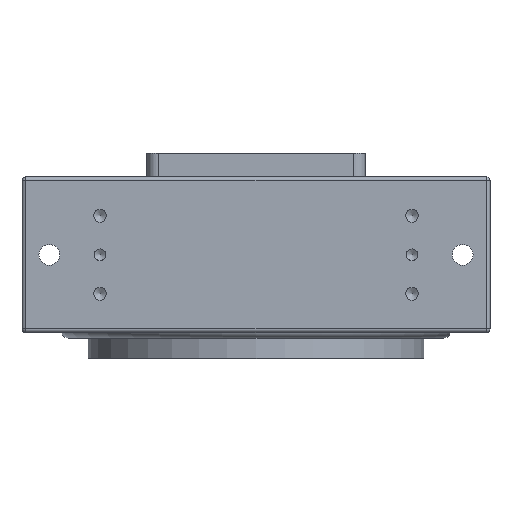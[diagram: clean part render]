
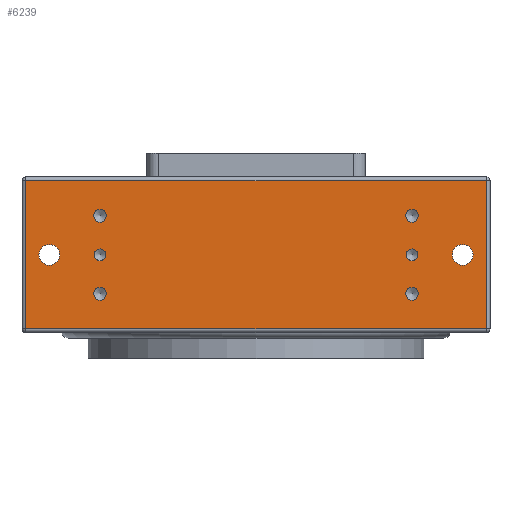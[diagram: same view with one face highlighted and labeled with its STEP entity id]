
A CAD part, front view. The second image highlights one B-rep face of the part: STEP entity #6239.
In plain terms, the highlighted planar face has unit normal (0, -1, 0).
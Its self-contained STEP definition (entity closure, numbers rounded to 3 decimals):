
#176=LINE('',#9205,#526);
#182=LINE('',#9238,#532);
#224=LINE('',#9787,#574);
#228=LINE('',#9793,#578);
#526=VECTOR('',#7335,10.);
#532=VECTOR('',#7373,10.);
#574=VECTOR('',#7565,10.);
#578=VECTOR('',#7573,10.);
#1127=FACE_BOUND('',#1580,.T.);
#1128=FACE_BOUND('',#1581,.T.);
#1129=FACE_BOUND('',#1582,.T.);
#1130=FACE_BOUND('',#1583,.T.);
#1131=FACE_BOUND('',#1584,.T.);
#1132=FACE_BOUND('',#1585,.T.);
#1133=FACE_BOUND('',#1586,.T.);
#1134=FACE_BOUND('',#1587,.T.);
#1239=FACE_OUTER_BOUND('',#1579,.T.);
#1579=EDGE_LOOP('',(#4095,#4096,#4097,#4098));
#1580=EDGE_LOOP('',(#4099,#4100));
#1581=EDGE_LOOP('',(#4101,#4102));
#1582=EDGE_LOOP('',(#4103,#4104));
#1583=EDGE_LOOP('',(#4105,#4106));
#1584=EDGE_LOOP('',(#4107,#4108));
#1585=EDGE_LOOP('',(#4109,#4110));
#1586=EDGE_LOOP('',(#4111));
#1587=EDGE_LOOP('',(#4112));
#1985=CIRCLE('',#6668,1.621);
#1986=CIRCLE('',#6669,1.621);
#1987=CIRCLE('',#6670,1.621);
#1988=CIRCLE('',#6671,1.621);
#1989=CIRCLE('',#6672,1.621);
#1990=CIRCLE('',#6673,1.621);
#1991=CIRCLE('',#6674,1.621);
#1992=CIRCLE('',#6675,1.621);
#1993=CIRCLE('',#6676,1.5);
#1994=CIRCLE('',#6677,1.5);
#1995=CIRCLE('',#6678,1.5);
#1996=CIRCLE('',#6679,1.5);
#1997=CIRCLE('',#6680,2.65);
#1998=CIRCLE('',#6681,2.65);
#2327=VERTEX_POINT('',#9156);
#2334=VERTEX_POINT('',#9198);
#2337=VERTEX_POINT('',#9208);
#2345=VERTEX_POINT('',#9231);
#2403=VERTEX_POINT('',#9805);
#2404=VERTEX_POINT('',#9806);
#2405=VERTEX_POINT('',#9809);
#2406=VERTEX_POINT('',#9810);
#2407=VERTEX_POINT('',#9813);
#2408=VERTEX_POINT('',#9814);
#2409=VERTEX_POINT('',#9817);
#2410=VERTEX_POINT('',#9818);
#2411=VERTEX_POINT('',#9821);
#2412=VERTEX_POINT('',#9822);
#2413=VERTEX_POINT('',#9825);
#2414=VERTEX_POINT('',#9826);
#2415=VERTEX_POINT('',#9829);
#2416=VERTEX_POINT('',#9831);
#2965=EDGE_CURVE('',#2334,#2327,#176,.T.);
#2981=EDGE_CURVE('',#2345,#2334,#182,.T.);
#3081=EDGE_CURVE('',#2337,#2345,#224,.T.);
#3085=EDGE_CURVE('',#2327,#2337,#228,.T.);
#3092=EDGE_CURVE('',#2403,#2404,#1985,.T.);
#3093=EDGE_CURVE('',#2404,#2403,#1986,.T.);
#3094=EDGE_CURVE('',#2405,#2406,#1987,.T.);
#3095=EDGE_CURVE('',#2406,#2405,#1988,.T.);
#3096=EDGE_CURVE('',#2407,#2408,#1989,.T.);
#3097=EDGE_CURVE('',#2408,#2407,#1990,.T.);
#3098=EDGE_CURVE('',#2409,#2410,#1991,.T.);
#3099=EDGE_CURVE('',#2410,#2409,#1992,.T.);
#3100=EDGE_CURVE('',#2411,#2412,#1993,.T.);
#3101=EDGE_CURVE('',#2412,#2411,#1994,.T.);
#3102=EDGE_CURVE('',#2413,#2414,#1995,.T.);
#3103=EDGE_CURVE('',#2414,#2413,#1996,.T.);
#3104=EDGE_CURVE('',#2415,#2415,#1997,.T.);
#3105=EDGE_CURVE('',#2416,#2416,#1998,.T.);
#4095=ORIENTED_EDGE('',*,*,#2965,.F.);
#4096=ORIENTED_EDGE('',*,*,#2981,.F.);
#4097=ORIENTED_EDGE('',*,*,#3081,.F.);
#4098=ORIENTED_EDGE('',*,*,#3085,.F.);
#4099=ORIENTED_EDGE('',*,*,#3092,.T.);
#4100=ORIENTED_EDGE('',*,*,#3093,.T.);
#4101=ORIENTED_EDGE('',*,*,#3094,.T.);
#4102=ORIENTED_EDGE('',*,*,#3095,.T.);
#4103=ORIENTED_EDGE('',*,*,#3096,.T.);
#4104=ORIENTED_EDGE('',*,*,#3097,.T.);
#4105=ORIENTED_EDGE('',*,*,#3098,.T.);
#4106=ORIENTED_EDGE('',*,*,#3099,.T.);
#4107=ORIENTED_EDGE('',*,*,#3100,.T.);
#4108=ORIENTED_EDGE('',*,*,#3101,.T.);
#4109=ORIENTED_EDGE('',*,*,#3102,.T.);
#4110=ORIENTED_EDGE('',*,*,#3103,.T.);
#4111=ORIENTED_EDGE('',*,*,#3104,.T.);
#4112=ORIENTED_EDGE('',*,*,#3105,.T.);
#5740=PLANE('',#6667);
#6239=ADVANCED_FACE('',(#1239,#1127,#1128,#1129,#1130,#1131,#1132,#1133,
#1134),#5740,.T.);
#6667=AXIS2_PLACEMENT_3D('',#9804,#7590,#7591);
#6668=AXIS2_PLACEMENT_3D('',#9807,#7592,#7593);
#6669=AXIS2_PLACEMENT_3D('',#9808,#7594,#7595);
#6670=AXIS2_PLACEMENT_3D('',#9811,#7596,#7597);
#6671=AXIS2_PLACEMENT_3D('',#9812,#7598,#7599);
#6672=AXIS2_PLACEMENT_3D('',#9815,#7600,#7601);
#6673=AXIS2_PLACEMENT_3D('',#9816,#7602,#7603);
#6674=AXIS2_PLACEMENT_3D('',#9819,#7604,#7605);
#6675=AXIS2_PLACEMENT_3D('',#9820,#7606,#7607);
#6676=AXIS2_PLACEMENT_3D('',#9823,#7608,#7609);
#6677=AXIS2_PLACEMENT_3D('',#9824,#7610,#7611);
#6678=AXIS2_PLACEMENT_3D('',#9827,#7612,#7613);
#6679=AXIS2_PLACEMENT_3D('',#9828,#7614,#7615);
#6680=AXIS2_PLACEMENT_3D('',#9830,#7616,#7617);
#6681=AXIS2_PLACEMENT_3D('',#9832,#7618,#7619);
#7335=DIRECTION('',(1.,0.,0.));
#7373=DIRECTION('',(0.,0.,1.));
#7565=DIRECTION('',(-1.,0.,0.));
#7573=DIRECTION('',(0.,0.,-1.));
#7590=DIRECTION('center_axis',(0.,-1.,0.));
#7591=DIRECTION('ref_axis',(-1.,0.,0.));
#7592=DIRECTION('center_axis',(0.,1.,0.));
#7593=DIRECTION('ref_axis',(-1.,0.,0.));
#7594=DIRECTION('center_axis',(0.,1.,0.));
#7595=DIRECTION('ref_axis',(-1.,0.,0.));
#7596=DIRECTION('center_axis',(0.,1.,0.));
#7597=DIRECTION('ref_axis',(-1.,0.,0.));
#7598=DIRECTION('center_axis',(0.,1.,0.));
#7599=DIRECTION('ref_axis',(-1.,0.,0.));
#7600=DIRECTION('center_axis',(0.,1.,0.));
#7601=DIRECTION('ref_axis',(-1.,0.,0.));
#7602=DIRECTION('center_axis',(0.,1.,0.));
#7603=DIRECTION('ref_axis',(-1.,0.,0.));
#7604=DIRECTION('center_axis',(0.,1.,0.));
#7605=DIRECTION('ref_axis',(-1.,0.,0.));
#7606=DIRECTION('center_axis',(0.,1.,0.));
#7607=DIRECTION('ref_axis',(-1.,0.,0.));
#7608=DIRECTION('center_axis',(0.,1.,0.));
#7609=DIRECTION('ref_axis',(-1.,0.,0.));
#7610=DIRECTION('center_axis',(0.,1.,0.));
#7611=DIRECTION('ref_axis',(-1.,0.,0.));
#7612=DIRECTION('center_axis',(0.,1.,0.));
#7613=DIRECTION('ref_axis',(-1.,0.,0.));
#7614=DIRECTION('center_axis',(0.,1.,0.));
#7615=DIRECTION('ref_axis',(-1.,0.,0.));
#7616=DIRECTION('center_axis',(0.,1.,0.));
#7617=DIRECTION('ref_axis',(-1.,0.,0.));
#7618=DIRECTION('center_axis',(0.,1.,0.));
#7619=DIRECTION('ref_axis',(-1.,0.,0.));
#9156=CARTESIAN_POINT('',(59.,-55.,25.4));
#9198=CARTESIAN_POINT('',(-59.,-55.,25.4));
#9205=CARTESIAN_POINT('',(23.,-55.,25.4));
#9208=CARTESIAN_POINT('',(59.,-55.,-12.6));
#9231=CARTESIAN_POINT('',(-59.,-55.,-12.6));
#9238=CARTESIAN_POINT('',(-59.,-55.,6.4));
#9787=CARTESIAN_POINT('',(23.,-55.,-12.6));
#9793=CARTESIAN_POINT('',(59.,-55.,26.4));
#9804=CARTESIAN_POINT('Origin',(46.,-55.,26.4));
#9805=CARTESIAN_POINT('',(38.379,-55.,16.4));
#9806=CARTESIAN_POINT('',(41.621,-55.,16.4));
#9807=CARTESIAN_POINT('Origin',(40.,-55.,16.4));
#9808=CARTESIAN_POINT('Origin',(40.,-55.,16.4));
#9809=CARTESIAN_POINT('',(-41.621,-55.,-3.6));
#9810=CARTESIAN_POINT('',(-38.379,-55.,-3.6));
#9811=CARTESIAN_POINT('Origin',(-40.,-55.,-3.6));
#9812=CARTESIAN_POINT('Origin',(-40.,-55.,-3.6));
#9813=CARTESIAN_POINT('',(-41.621,-55.,16.4));
#9814=CARTESIAN_POINT('',(-38.379,-55.,16.4));
#9815=CARTESIAN_POINT('Origin',(-40.,-55.,16.4));
#9816=CARTESIAN_POINT('Origin',(-40.,-55.,16.4));
#9817=CARTESIAN_POINT('',(38.379,-55.,-3.6));
#9818=CARTESIAN_POINT('',(41.621,-55.,-3.6));
#9819=CARTESIAN_POINT('Origin',(40.,-55.,-3.6));
#9820=CARTESIAN_POINT('Origin',(40.,-55.,-3.6));
#9821=CARTESIAN_POINT('',(38.5,-55.,6.4));
#9822=CARTESIAN_POINT('',(41.5,-55.,6.4));
#9823=CARTESIAN_POINT('Origin',(40.,-55.,6.4));
#9824=CARTESIAN_POINT('Origin',(40.,-55.,6.4));
#9825=CARTESIAN_POINT('',(-41.5,-55.,6.4));
#9826=CARTESIAN_POINT('',(-38.5,-55.,6.4));
#9827=CARTESIAN_POINT('Origin',(-40.,-55.,6.4));
#9828=CARTESIAN_POINT('Origin',(-40.,-55.,6.4));
#9829=CARTESIAN_POINT('',(55.65,-55.,6.4));
#9830=CARTESIAN_POINT('Origin',(53.,-55.,6.4));
#9831=CARTESIAN_POINT('',(-50.35,-55.,6.4));
#9832=CARTESIAN_POINT('Origin',(-53.,-55.,6.4));
